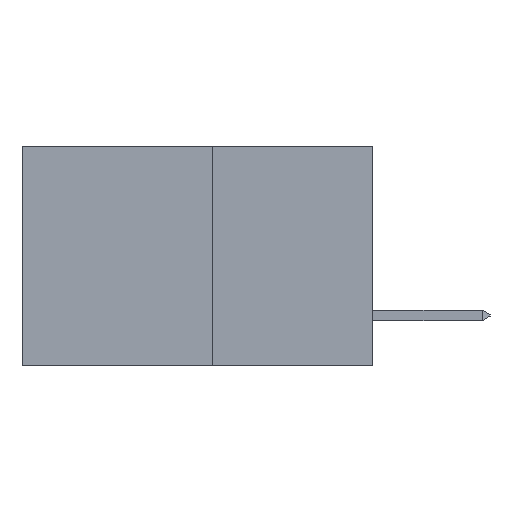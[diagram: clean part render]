
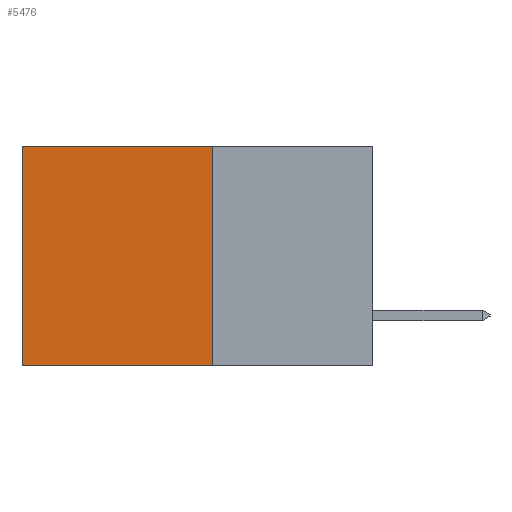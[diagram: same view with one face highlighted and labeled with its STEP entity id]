
A CAD part, left-side view. The second image highlights one B-rep face of the part: STEP entity #5476.
In plain terms, the highlighted planar face has unit normal (-1, 0, 0).
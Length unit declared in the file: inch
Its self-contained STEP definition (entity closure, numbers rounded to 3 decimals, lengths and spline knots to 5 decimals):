
#45 = ORIENTED_EDGE ( 'NONE', *, *, #871, .T. ) ;
#151 = CARTESIAN_POINT ( 'NONE',  ( 0.277, 0.27, -0.37 ) ) ;
#467 = ORIENTED_EDGE ( 'NONE', *, *, #12470, .F. ) ;
#871 = EDGE_CURVE ( 'NONE', #3516, #3154, #11106, .T. ) ;
#1725 = EDGE_CURVE ( 'NONE', #11197, #6432, #6286, .T. ) ;
#2304 = ORIENTED_EDGE ( 'NONE', *, *, #1725, .F. ) ;
#2642 = CARTESIAN_POINT ( 'NONE',  ( 0.277, 0.59, 0. ) ) ;
#2987 = AXIS2_PLACEMENT_3D ( 'NONE', #4214, #4197, #4193 ) ;
#3154 = VERTEX_POINT ( 'NONE', #4994 ) ;
#3352 = CARTESIAN_POINT ( 'NONE',  ( 0.277, 0.27, -0.37 ) ) ;
#3402 = VECTOR ( 'NONE', #11144, 39.37008 ) ;
#3516 = VERTEX_POINT ( 'NONE', #2642 ) ;
#3868 = LINE ( 'NONE', #13701, #12974 ) ;
#4139 = ORIENTED_EDGE ( 'NONE', *, *, #6331, .T. ) ;
#4193 = DIRECTION ( 'NONE',  ( 0., 0., -1. ) ) ;
#4197 = DIRECTION ( 'NONE',  ( 1., 0., 0. ) ) ;
#4214 = CARTESIAN_POINT ( 'NONE',  ( 0.277, 0.27, -0.37 ) ) ;
#4516 = PLANE ( 'NONE',  #2987 ) ;
#4994 = CARTESIAN_POINT ( 'NONE',  ( 0.277, 0.59, -0.37 ) ) ;
#5476 = ADVANCED_FACE ( 'NONE', ( #11328 ), #4516, .F. ) ;
#6286 = LINE ( 'NONE', #151, #11770 ) ;
#6331 = EDGE_CURVE ( 'NONE', #11197, #3516, #3868, .T. ) ;
#6432 = VERTEX_POINT ( 'NONE', #12909 ) ;
#9029 = LINE ( 'NONE', #3352, #3402 ) ;
#9558 = EDGE_LOOP ( 'NONE', ( #45, #467, #2304, #4139 ) ) ;
#11045 = CARTESIAN_POINT ( 'NONE',  ( 0.277, 0.27, 0. ) ) ;
#11106 = LINE ( 'NONE', #14142, #13598 ) ;
#11144 = DIRECTION ( 'NONE',  ( 0., 1., 0. ) ) ;
#11197 = VERTEX_POINT ( 'NONE', #11045 ) ;
#11328 = FACE_OUTER_BOUND ( 'NONE', #9558, .T. ) ;
#11770 = VECTOR ( 'NONE', #14332, 39.37008 ) ;
#12470 = EDGE_CURVE ( 'NONE', #6432, #3154, #9029, .T. ) ;
#12909 = CARTESIAN_POINT ( 'NONE',  ( 0.277, 0.27, -0.37 ) ) ;
#12974 = VECTOR ( 'NONE', #13674, 39.37008 ) ;
#13598 = VECTOR ( 'NONE', #13977, 39.37008 ) ;
#13674 = DIRECTION ( 'NONE',  ( 0., 1., 0. ) ) ;
#13701 = CARTESIAN_POINT ( 'NONE',  ( 0.277, 0.27, 0. ) ) ;
#13977 = DIRECTION ( 'NONE',  ( 0., 0., -1. ) ) ;
#14142 = CARTESIAN_POINT ( 'NONE',  ( 0.277, 0.59, -0.37 ) ) ;
#14332 = DIRECTION ( 'NONE',  ( 0., 0., -1. ) ) ;
